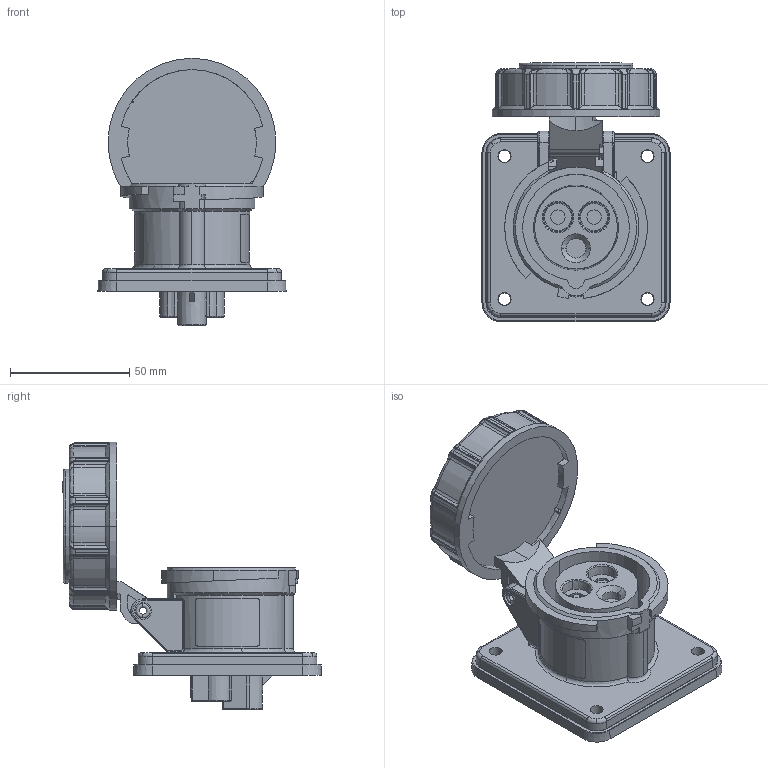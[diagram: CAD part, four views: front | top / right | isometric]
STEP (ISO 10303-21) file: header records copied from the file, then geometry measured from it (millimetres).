
FILE_DESCRIPTION (( 'STEP AP203' ), '1' );
FILE_NAME ('BRY320R6W.step', '2022-08-17T20:04:44', ( '' ), ( '' ), 'SwSTEP 2.0', 'SolidWorks 2021', '' );
FILE_SCHEMA (( 'CONFIG_CONTROL_DESIGN' ));
Length unit declared in the file: millimetre
Products named in the file (1): BRY320R6W
Bounding box: 79 x 108.8 x 112.25 mm (x, y, z)
Volume: 175131.8 mm3; surface area: 56039.8 mm2
Topology: 2 solids, 4 shells, 1144 faces, 3066 edges, 1967 vertices
Faces by surface type: plane 395, cylinder 331, bspline 267, torus 83, cone 58, sphere 10
Entity records: 40043 total; most frequent: CARTESIAN_POINT 13606, ORIENTED_EDGE 6084, DIRECTION 4611, EDGE_CURVE 3042, VERTEX_POINT 1966, AXIS2_PLACEMENT_3D 1625, VECTOR 1361, LINE 1361
